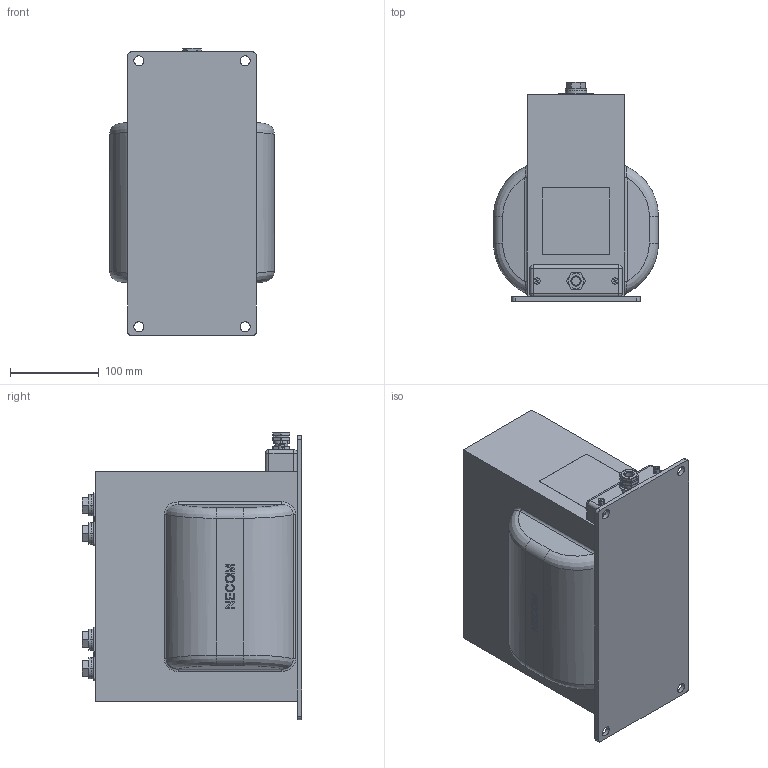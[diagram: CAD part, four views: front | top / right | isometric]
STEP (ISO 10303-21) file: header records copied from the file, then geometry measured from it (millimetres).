
FILE_DESCRIPTION (( 'STEP AP203' ), '1' );
FILE_NAME ('Transformator CTN24.M01_defeature.STEP', '2020-05-15T06:02:41', ( '' ), ( '' ), 'SwSTEP 2.0', 'SolidWorks 2018', '' );
FILE_SCHEMA (( 'CONFIG_CONTROL_DESIGN' ));
Length unit declared in the file: millimetre
Products named in the file (1): Transformator CTN24.M01_defeature
Bounding box: 186.6 x 247.5 x 324 mm (x, y, z)
Volume: 8409433.6 mm3; surface area: 298211.8 mm2
Topology: 1 solids, 1 shells, 501 faces, 1275 edges, 808 vertices
Faces by surface type: plane 241, cylinder 149, bspline 81, cone 24, sphere 4, torus 2
Entity records: 20614 total; most frequent: CARTESIAN_POINT 8940, ORIENTED_EDGE 2546, DIRECTION 2181, EDGE_CURVE 1273, VERTEX_POINT 808, VECTOR 731, LINE 731, AXIS2_PLACEMENT_3D 725
